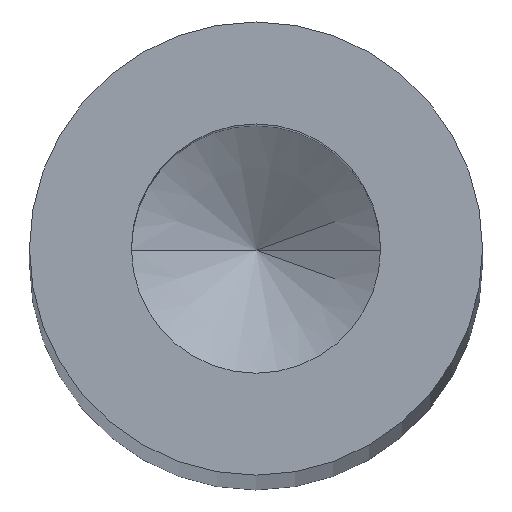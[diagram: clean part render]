
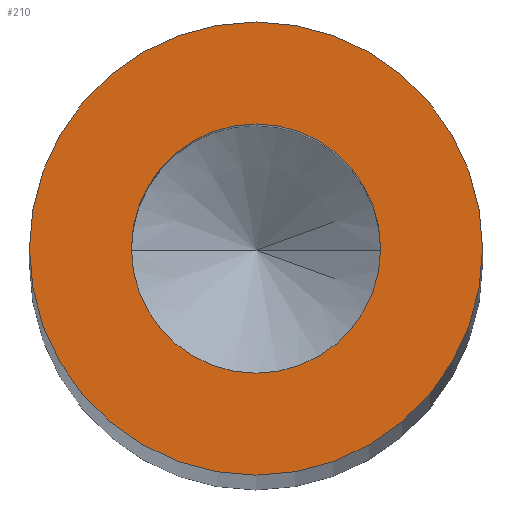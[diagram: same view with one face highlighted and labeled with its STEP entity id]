
A CAD part, top view. The second image highlights one B-rep face of the part: STEP entity #210.
In plain terms, the highlighted planar face has unit normal (0, 0, 1).
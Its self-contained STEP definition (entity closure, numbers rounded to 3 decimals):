
#3 = CARTESIAN_POINT ( 'NONE',  ( 0., 0., 56.25 ) ) ;
#21 = CARTESIAN_POINT ( 'NONE',  ( 1.65, 0., 56.25 ) ) ;
#24 = FACE_BOUND ( 'NONE', #396, .T. ) ;
#26 = ORIENTED_EDGE ( 'NONE', *, *, #116, .F. ) ;
#32 = AXIS2_PLACEMENT_3D ( 'NONE', #3, #128, #299 ) ;
#35 = VERTEX_POINT ( 'NONE', #287 ) ;
#42 = CARTESIAN_POINT ( 'NONE',  ( -1.65, 0., 56.25 ) ) ;
#45 = AXIS2_PLACEMENT_3D ( 'NONE', #185, #159, #303 ) ;
#50 = CARTESIAN_POINT ( 'NONE',  ( 3., 0., 56.25 ) ) ;
#73 = EDGE_CURVE ( 'NONE', #301, #240, #371, .T. ) ;
#80 = VERTEX_POINT ( 'NONE', #50 ) ;
#85 = DIRECTION ( 'NONE',  ( 1., 0., 0. ) ) ;
#103 = CIRCLE ( 'NONE', #45, 3. ) ;
#114 = EDGE_LOOP ( 'NONE', ( #145, #179 ) ) ;
#116 = EDGE_CURVE ( 'NONE', #240, #301, #123, .T. ) ;
#123 = CIRCLE ( 'NONE', #32, 1.65 ) ;
#124 = DIRECTION ( 'NONE',  ( 0., 0., 1. ) ) ;
#128 = DIRECTION ( 'NONE',  ( 0., 0., 1. ) ) ;
#145 = ORIENTED_EDGE ( 'NONE', *, *, #279, .T. ) ;
#159 = DIRECTION ( 'NONE',  ( 0., 0., 1. ) ) ;
#160 = AXIS2_PLACEMENT_3D ( 'NONE', #343, #384, #247 ) ;
#161 = AXIS2_PLACEMENT_3D ( 'NONE', #293, #124, #367 ) ;
#179 = ORIENTED_EDGE ( 'NONE', *, *, #306, .T. ) ;
#185 = CARTESIAN_POINT ( 'NONE',  ( 0., 0., 56.25 ) ) ;
#187 = CIRCLE ( 'NONE', #160, 3. ) ;
#210 = ADVANCED_FACE ( 'NONE', ( #24, #246 ), #321, .T. ) ;
#225 = ORIENTED_EDGE ( 'NONE', *, *, #73, .F. ) ;
#240 = VERTEX_POINT ( 'NONE', #21 ) ;
#246 = FACE_OUTER_BOUND ( 'NONE', #114, .T. ) ;
#247 = DIRECTION ( 'NONE',  ( 1., 0., 0. ) ) ;
#279 = EDGE_CURVE ( 'NONE', #35, #80, #103, .T. ) ;
#284 = CARTESIAN_POINT ( 'NONE',  ( 0., 0., 56.25 ) ) ;
#287 = CARTESIAN_POINT ( 'NONE',  ( -3., 0., 56.25 ) ) ;
#293 = CARTESIAN_POINT ( 'NONE',  ( 0., 0., 56.25 ) ) ;
#299 = DIRECTION ( 'NONE',  ( 1., 0., 0. ) ) ;
#301 = VERTEX_POINT ( 'NONE', #42 ) ;
#303 = DIRECTION ( 'NONE',  ( 1., 0., 0. ) ) ;
#306 = EDGE_CURVE ( 'NONE', #80, #35, #187, .T. ) ;
#321 = PLANE ( 'NONE',  #369 ) ;
#343 = CARTESIAN_POINT ( 'NONE',  ( 0., 0., 56.25 ) ) ;
#359 = DIRECTION ( 'NONE',  ( 0., 0., 1. ) ) ;
#367 = DIRECTION ( 'NONE',  ( 1., 0., 0. ) ) ;
#369 = AXIS2_PLACEMENT_3D ( 'NONE', #284, #359, #85 ) ;
#371 = CIRCLE ( 'NONE', #161, 1.65 ) ;
#384 = DIRECTION ( 'NONE',  ( 0., 0., 1. ) ) ;
#396 = EDGE_LOOP ( 'NONE', ( #26, #225 ) ) ;
